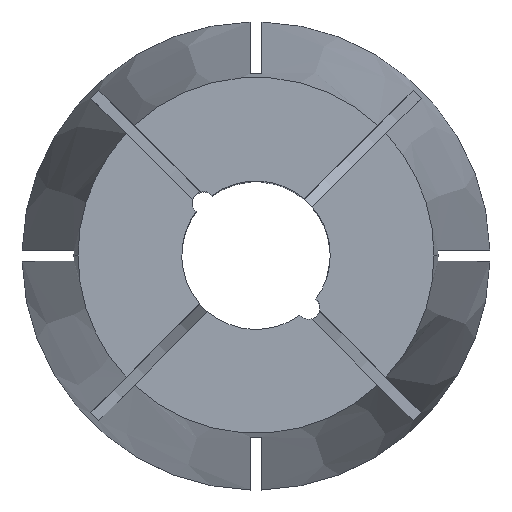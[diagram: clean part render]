
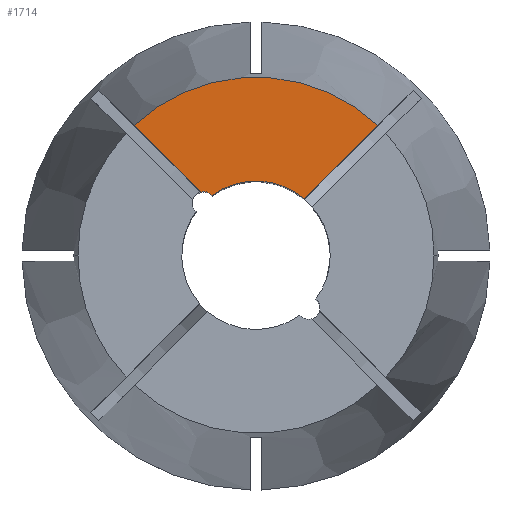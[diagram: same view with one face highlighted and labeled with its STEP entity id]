
A CAD part, top view. The second image highlights one B-rep face of the part: STEP entity #1714.
In plain terms, the highlighted planar face has unit normal (0, 0, 1).
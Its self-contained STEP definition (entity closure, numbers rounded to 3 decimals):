
#117 = EDGE_CURVE ( 'NONE', #1911, #1517, #589, .T. ) ;
#207 = DIRECTION ( 'NONE',  ( -1., 0., 0. ) ) ;
#214 = CARTESIAN_POINT ( 'NONE',  ( 10.668, 11.375, 0. ) ) ;
#285 = DIRECTION ( 'NONE',  ( 0., 0., 1. ) ) ;
#298 = DIRECTION ( 'NONE',  ( 0., 0., -1. ) ) ;
#302 = CARTESIAN_POINT ( 'NONE',  ( 0., 0., 0. ) ) ;
#309 = VERTEX_POINT ( 'NONE', #1038 ) ;
#335 = DIRECTION ( 'NONE',  ( 1., 0., 0. ) ) ;
#364 = AXIS2_PLACEMENT_3D ( 'NONE', #521, #684, #1746 ) ;
#409 = VECTOR ( 'NONE', #1965, 1000. ) ;
#432 = CARTESIAN_POINT ( 'NONE',  ( -0.354, 0.354, 0. ) ) ;
#521 = CARTESIAN_POINT ( 'NONE',  ( 0., 0., 0. ) ) ;
#524 = VECTOR ( 'NONE', #767, 1000. ) ;
#589 = CIRCLE ( 'NONE', #661, 15.595 ) ;
#606 = CARTESIAN_POINT ( 'NONE',  ( 0.354, 0.354, 0. ) ) ;
#661 = AXIS2_PLACEMENT_3D ( 'NONE', #302, #285, #335 ) ;
#668 = CARTESIAN_POINT ( 'NONE',  ( -4.855, 5.562, 0. ) ) ;
#684 = DIRECTION ( 'NONE',  ( 0., 0., 1. ) ) ;
#767 = DIRECTION ( 'NONE',  ( 0.707, -0.707, 0. ) ) ;
#819 = EDGE_CURVE ( 'NONE', #1718, #309, #1973, .T. ) ;
#834 = EDGE_LOOP ( 'NONE', ( #2080, #1535, #1474, #1875, #1747 ) ) ;
#975 = CARTESIAN_POINT ( 'NONE',  ( 0., 0., 0. ) ) ;
#1015 = LINE ( 'NONE', #432, #409 ) ;
#1038 = CARTESIAN_POINT ( 'NONE',  ( -3.837, 5.247, 0. ) ) ;
#1097 = CIRCLE ( 'NONE', #1990, 1. ) ;
#1217 = EDGE_CURVE ( 'NONE', #309, #1381, #1097, .T. ) ;
#1283 = EDGE_CURVE ( 'NONE', #1718, #1911, #1015, .T. ) ;
#1340 = PLANE ( 'NONE',  #2188 ) ;
#1381 = VERTEX_POINT ( 'NONE', #668 ) ;
#1474 = ORIENTED_EDGE ( 'NONE', *, *, #819, .F. ) ;
#1516 = DIRECTION ( 'NONE',  ( -1., 0., 0. ) ) ;
#1517 = VERTEX_POINT ( 'NONE', #2213 ) ;
#1534 = CARTESIAN_POINT ( 'NONE',  ( -4.596, 4.596, 0. ) ) ;
#1535 = ORIENTED_EDGE ( 'NONE', *, *, #1217, .F. ) ;
#1616 = FACE_OUTER_BOUND ( 'NONE', #834, .T. ) ;
#1714 = ADVANCED_FACE ( 'NONE', ( #1616 ), #1340, .F. ) ;
#1718 = VERTEX_POINT ( 'NONE', #2180 ) ;
#1746 = DIRECTION ( 'NONE',  ( 1., 0., 0. ) ) ;
#1747 = ORIENTED_EDGE ( 'NONE', *, *, #117, .T. ) ;
#1875 = ORIENTED_EDGE ( 'NONE', *, *, #1283, .T. ) ;
#1893 = LINE ( 'NONE', #606, #524 ) ;
#1911 = VERTEX_POINT ( 'NONE', #214 ) ;
#1965 = DIRECTION ( 'NONE',  ( 0.707, 0.707, 0. ) ) ;
#1973 = CIRCLE ( 'NONE', #364, 6.5 ) ;
#1990 = AXIS2_PLACEMENT_3D ( 'NONE', #1534, #2018, #207 ) ;
#2018 = DIRECTION ( 'NONE',  ( 0., 0., 1. ) ) ;
#2080 = ORIENTED_EDGE ( 'NONE', *, *, #2174, .T. ) ;
#2174 = EDGE_CURVE ( 'NONE', #1517, #1381, #1893, .T. ) ;
#2180 = CARTESIAN_POINT ( 'NONE',  ( 4.229, 4.936, 0. ) ) ;
#2188 = AXIS2_PLACEMENT_3D ( 'NONE', #975, #298, #1516 ) ;
#2213 = CARTESIAN_POINT ( 'NONE',  ( -10.668, 11.375, 0. ) ) ;
